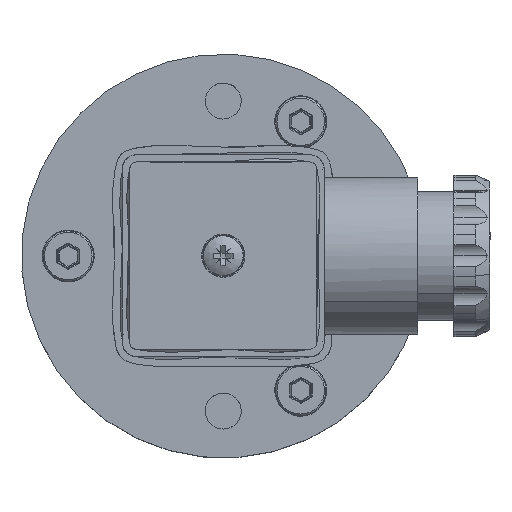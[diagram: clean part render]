
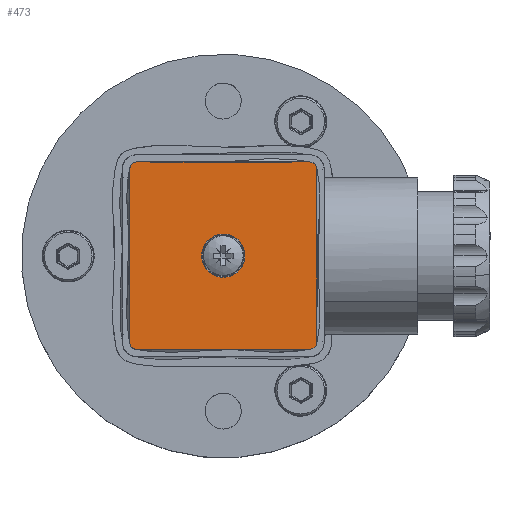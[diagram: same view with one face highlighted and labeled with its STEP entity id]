
A CAD part, top view. The second image highlights one B-rep face of the part: STEP entity #473.
In plain terms, the highlighted planar face has unit normal (0, 0, 1).
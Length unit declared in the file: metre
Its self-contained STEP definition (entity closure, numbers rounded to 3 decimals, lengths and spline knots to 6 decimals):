
#473=ADVANCED_FACE('0:2002',(#1183,#1184),#1185,.T.);
#1183=FACE_BOUND('',#5056,.T.);
#1184=FACE_OUTER_BOUND('',#5057,.T.);
#1185=PLANE('',#5058);
#5056=EDGE_LOOP('',(#7807,#7808,#7809));
#5057=EDGE_LOOP('',(#7810,#7811));
#5058=AXIS2_PLACEMENT_3D('',#7812,#7813,#7814);
#7807=ORIENTED_EDGE('',*,*,#9362,.F.);
#7808=ORIENTED_EDGE('',*,*,#9361,.F.);
#7809=ORIENTED_EDGE('',*,*,#9354,.F.);
#7810=ORIENTED_EDGE('',*,*,#9181,.F.);
#7811=ORIENTED_EDGE('',*,*,#9416,.F.);
#7812=CARTESIAN_POINT('',(0.,0.,0.0465));
#7813=DIRECTION('',(0.0,0.0,1.0));
#7814=DIRECTION('',(1.0,0.0,0.0));
#9181=EDGE_CURVE('0:2317',#10554,#10557,#10558,.T.);
#9354=EDGE_CURVE('0:2122',#10879,#10882,#10883,.T.);
#9361=EDGE_CURVE('0:2122',#10882,#10892,#10893,.T.);
#9362=EDGE_CURVE('0:2122',#10892,#10879,#10894,.T.);
#9416=EDGE_CURVE('0:2317',#10557,#10554,#10968,.T.);
#10554=VERTEX_POINT('',#12892);
#10557=VERTEX_POINT('',#12896);
#10558=(B_SPLINE_CURVE(2,(#12898,#12899,#12900,#12901,#12902,#12903,#12904,#12905,#12906),.UNSPECIFIED.,.F.,.F.)B_SPLINE_CURVE_WITH_KNOTS((3,2,2,2,3),(-81.184402,-57.184402,-54.122935,-30.122935,-27.061467),.UNSPECIFIED.)RATIONAL_B_SPLINE_CURVE((1.0,1.0,1.0,0.707,1.0,1.0,1.0,0.707,1.0))BOUNDED_CURVE()REPRESENTATION_ITEM('')GEOMETRIC_REPRESENTATION_ITEM()CURVE());
#10879=VERTEX_POINT('',#15612);
#10882=VERTEX_POINT('',#15616);
#10883=CIRCLE('',#15617,0.003);
#10892=VERTEX_POINT('',#15647);
#10893=CIRCLE('',#15648,0.003);
#10894=CIRCLE('',#15649,0.003);
#10968=(B_SPLINE_CURVE(2,(#17463,#17464,#17465,#17466,#17467,#17468,#17469,#17470,#17471),.UNSPECIFIED.,.F.,.F.)B_SPLINE_CURVE_WITH_KNOTS((3,2,2,2,3),(-27.061467,-3.061467,0.,24.,27.061467),.UNSPECIFIED.)RATIONAL_B_SPLINE_CURVE((1.0,1.0,1.0,0.707,1.0,1.0,1.0,0.707,1.0))BOUNDED_CURVE()REPRESENTATION_ITEM('')GEOMETRIC_REPRESENTATION_ITEM()CURVE());
#12892=CARTESIAN_POINT('',(-0.012,0.013,0.0465));
#12896=CARTESIAN_POINT('',(0.012,-0.013,0.0465));
#12898=CARTESIAN_POINT('',(-0.012,0.013,0.0465));
#12899=CARTESIAN_POINT('',(0.,0.013,0.0465));
#12900=CARTESIAN_POINT('',(0.012,0.013,0.0465));
#12901=CARTESIAN_POINT('',(0.013,0.013,0.0465));
#12902=CARTESIAN_POINT('',(0.013,0.012,0.0465));
#12903=CARTESIAN_POINT('',(0.013,0.,0.0465));
#12904=CARTESIAN_POINT('',(0.013,-0.012,0.0465));
#12905=CARTESIAN_POINT('',(0.013,-0.013,0.0465));
#12906=CARTESIAN_POINT('',(0.012,-0.013,0.0465));
#15612=CARTESIAN_POINT('',(-0.001743,0.002441,0.0465));
#15616=CARTESIAN_POINT('',(0.001743,-0.002441,0.0465));
#15617=AXIS2_PLACEMENT_3D('',#19519,#19520,#19521);
#15647=CARTESIAN_POINT('',(0.,0.003,0.0465));
#15648=AXIS2_PLACEMENT_3D('',#19532,#19533,#19534);
#15649=AXIS2_PLACEMENT_3D('',#19535,#19536,#19537);
#17463=CARTESIAN_POINT('',(0.012,-0.013,0.0465));
#17464=CARTESIAN_POINT('',(0.,-0.013,0.0465));
#17465=CARTESIAN_POINT('',(-0.012,-0.013,0.0465));
#17466=CARTESIAN_POINT('',(-0.013,-0.013,0.0465));
#17467=CARTESIAN_POINT('',(-0.013,-0.012,0.0465));
#17468=CARTESIAN_POINT('',(-0.013,0.,0.0465));
#17469=CARTESIAN_POINT('',(-0.013,0.012,0.0465));
#17470=CARTESIAN_POINT('',(-0.013,0.013,0.0465));
#17471=CARTESIAN_POINT('',(-0.012,0.013,0.0465));
#19519=CARTESIAN_POINT('',(0.,0.,0.0465));
#19520=DIRECTION('',(0.0,0.0,1.0));
#19521=DIRECTION('',(0.,1.0,0.0));
#19532=CARTESIAN_POINT('',(0.,0.,0.0465));
#19533=DIRECTION('',(0.0,0.0,1.0));
#19534=DIRECTION('',(0.,1.0,0.0));
#19535=CARTESIAN_POINT('',(0.,0.,0.0465));
#19536=DIRECTION('',(0.0,0.0,1.0));
#19537=DIRECTION('',(0.,1.0,0.0));
